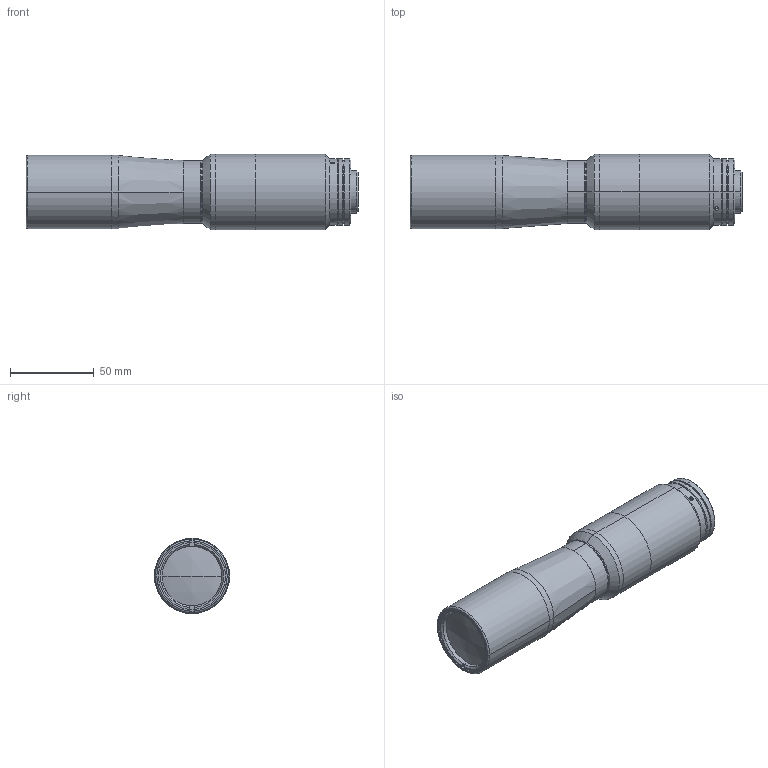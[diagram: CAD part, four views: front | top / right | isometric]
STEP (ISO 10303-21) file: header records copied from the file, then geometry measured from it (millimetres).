
FILE_DESCRIPTION (( 'STEP AP203' ), '1' );
FILE_NAME ('DP32101-A_TC4MHRP024-C.step', '2022-06-29T13:52:12', ( '' ), ( '' ), 'SwSTEP 2.0', 'SolidWorks 2021', '' );
FILE_SCHEMA (( 'CONFIG_CONTROL_DESIGN' ));
Length unit declared in the file: millimetre
Products named in the file (1): DP32101-A_TC4MHRP024-C
Bounding box: 198.53 x 45 x 45 mm (x, y, z)
Surface area: 36957.5 mm2 (no closed solid volume)
Topology: 0 solids, 15 shells, 93 faces, 248 edges, 173 vertices
Faces by surface type: cylinder 38, plane 33, cone 16, torus 4, sphere 2
Entity records: 3223 total; most frequent: CARTESIAN_POINT 749, DIRECTION 558, ORIENTED_EDGE 402, EDGE_CURVE 248, AXIS2_PLACEMENT_3D 232, VERTEX_POINT 173, CIRCLE 138, EDGE_LOOP 119
